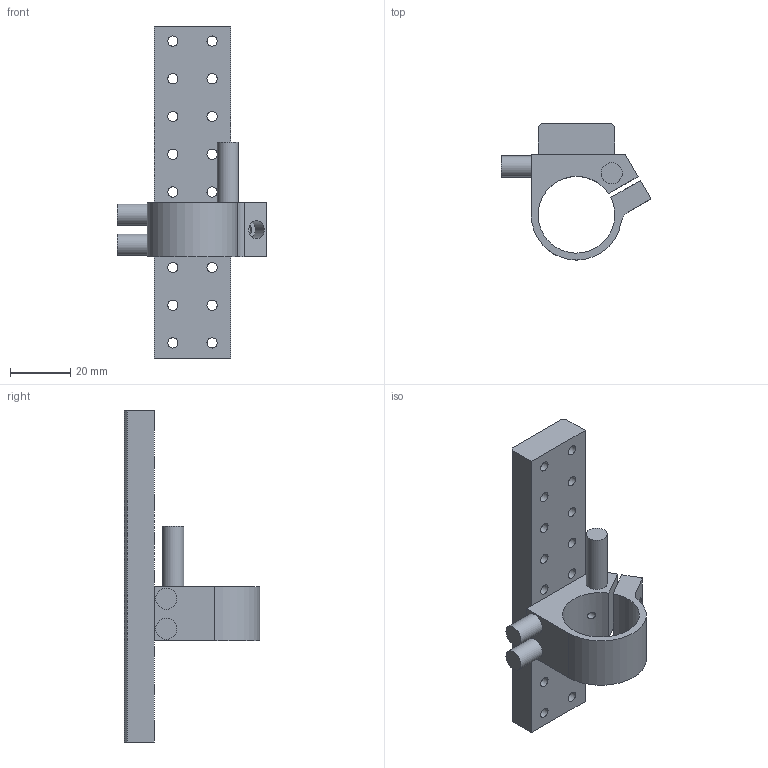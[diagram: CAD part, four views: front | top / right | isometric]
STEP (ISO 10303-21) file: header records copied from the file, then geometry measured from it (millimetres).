
FILE_DESCRIPTION(/* description */ ('Unknown','CAx-IF Rec.Pracs.---Representation and Presentation of Product Manufacturing Information (PMI)---4.0---2014-10-13','CAx-IF Rec.Pracs.---3D Tessellated Geometry---0.4---2014-09-14','2;1'),/* implementation_level */ '2;1');
FILE_NAME(/* name */ '504188_Ventilheizung',/* time_stamp */ '2021-03-02T12:47:37+01:00',/* author */ ('Unknown'),/* organization */ ('Unknown'),/* preprocessor_version */ 'ST-DEVELOPER v16.7',/* originating_system */ 'Solid Edge',/* authorisation */ 'Unknown');
FILE_SCHEMA (('AP242_MANAGED_MODEL_BASED_3D_ENGINEERING_MIM_LF { 1 0 10303 442 1 1 4 }'));
Length unit declared in the file: millimetre
Products named in the file (3): 504188_Ventilheizung; 910079_200_Balken; Z432_Skizze_Ventilheizungsring
Assembly tree (2 placements, depth 2):
  504188_Ventilheizung
    910079_200_Balken
    Z432_Skizze_Ventilheizungsring
Bounding box: 49.68 x 45 x 110 mm (x, y, z)
Volume: 34767.9 mm3; surface area: 16901 mm2
Topology: 2 solids, 2 shells, 87 faces, 204 edges, 143 vertices
Faces by surface type: cylinder 48, plane 39
Full cylindrical faces by diameter (mm): 2.459 x4, 3.4 x19, 6 x19, 7 x3
Entity records: 2482 total; most frequent: DIRECTION 408, CARTESIAN_POINT 372, ORIENTED_EDGE 274, EDGE_LOOP 198, FACE_BOUND 198, AXIS2_PLACEMENT_3D 183, EDGE_CURVE 137, VERTEX_POINT 121
